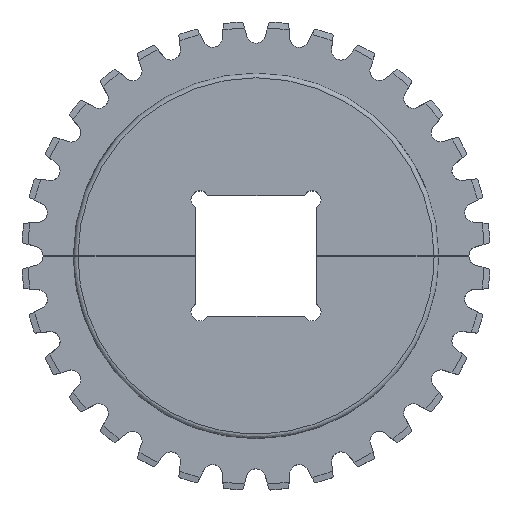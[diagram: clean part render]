
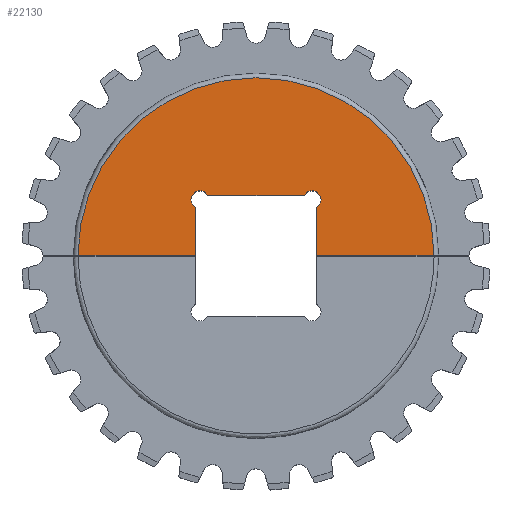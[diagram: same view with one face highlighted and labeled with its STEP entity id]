
A CAD part, top view. The second image highlights one B-rep face of the part: STEP entity #22130.
In plain terms, the highlighted planar face has unit normal (0, 0, 1).
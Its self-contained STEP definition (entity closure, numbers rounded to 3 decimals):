
#989 = EDGE_CURVE ( 'NONE', #14198, #13235, #6679, .T. ) ;
#1115 = DIRECTION ( 'NONE',  ( 1., 0., 0. ) ) ;
#1162 = VERTEX_POINT ( 'NONE', #18358 ) ;
#1273 = CARTESIAN_POINT ( 'NONE',  ( 0., 0., 25.4 ) ) ;
#1935 = DIRECTION ( 'NONE',  ( -1., 0., 0. ) ) ;
#2404 = DIRECTION ( 'NONE',  ( 0., 1., 0. ) ) ;
#2502 = CARTESIAN_POINT ( 'NONE',  ( -20., 20., 25.4 ) ) ;
#2946 = CARTESIAN_POINT ( 'NONE',  ( -20., 0.125, 25.4 ) ) ;
#3101 = ORIENTED_EDGE ( 'NONE', *, *, #989, .F. ) ;
#3190 = CARTESIAN_POINT ( 'NONE',  ( 58.805, 0.125, 25.4 ) ) ;
#3255 = DIRECTION ( 'NONE',  ( -1., 0., 0. ) ) ;
#3437 = CARTESIAN_POINT ( 'NONE',  ( -20., -20., 25.4 ) ) ;
#3942 = ORIENTED_EDGE ( 'NONE', *, *, #25592, .T. ) ;
#4106 = CARTESIAN_POINT ( 'NONE',  ( 18.5, 18.5, 25.4 ) ) ;
#4176 = VERTEX_POINT ( 'NONE', #3190 ) ;
#4250 = CIRCLE ( 'NONE', #13864, 3. ) ;
#4366 = AXIS2_PLACEMENT_3D ( 'NONE', #20802, #4940, #22819 ) ;
#4458 = CARTESIAN_POINT ( 'NONE',  ( -58.805, 0.125, 25.4 ) ) ;
#4675 = DIRECTION ( 'NONE',  ( -1., 0., 0. ) ) ;
#4940 = DIRECTION ( 'NONE',  ( 0., 0., 1. ) ) ;
#5180 = CARTESIAN_POINT ( 'NONE',  ( 20., 0.125, 25.4 ) ) ;
#5427 = DIRECTION ( 'NONE',  ( -1., 0., 0. ) ) ;
#5501 = CIRCLE ( 'NONE', #17681, 58.805 ) ;
#5795 = VECTOR ( 'NONE', #4675, 1000. ) ;
#6272 = VERTEX_POINT ( 'NONE', #25563 ) ;
#6638 = ORIENTED_EDGE ( 'NONE', *, *, #23649, .F. ) ;
#6679 = CIRCLE ( 'NONE', #23842, 3. ) ;
#6699 = ORIENTED_EDGE ( 'NONE', *, *, #23937, .T. ) ;
#6983 = DIRECTION ( 'NONE',  ( 0., 0., 1. ) ) ;
#7406 = LINE ( 'NONE', #22949, #13647 ) ;
#7655 = LINE ( 'NONE', #2502, #5795 ) ;
#7720 = VERTEX_POINT ( 'NONE', #20972 ) ;
#7994 = CARTESIAN_POINT ( 'NONE',  ( 15.902, 20., 25.4 ) ) ;
#8052 = ORIENTED_EDGE ( 'NONE', *, *, #25047, .F. ) ;
#9323 = CARTESIAN_POINT ( 'NONE',  ( 60.325, 0.125, 25.4 ) ) ;
#9785 = DIRECTION ( 'NONE',  ( 0., 0., 1. ) ) ;
#9787 = EDGE_CURVE ( 'NONE', #13235, #1162, #7655, .T. ) ;
#9965 = ORIENTED_EDGE ( 'NONE', *, *, #15928, .F. ) ;
#10173 = DIRECTION ( 'NONE',  ( 0., 0., 1. ) ) ;
#11438 = DIRECTION ( 'NONE',  ( 0., 0., -1. ) ) ;
#11517 = DIRECTION ( 'NONE',  ( 0., -1., 0. ) ) ;
#11606 = VERTEX_POINT ( 'NONE', #5180 ) ;
#12237 = ORIENTED_EDGE ( 'NONE', *, *, #20890, .T. ) ;
#12328 = ORIENTED_EDGE ( 'NONE', *, *, #22232, .F. ) ;
#13235 = VERTEX_POINT ( 'NONE', #7994 ) ;
#13647 = VECTOR ( 'NONE', #19024, 1000. ) ;
#13864 = AXIS2_PLACEMENT_3D ( 'NONE', #4106, #10173, #1935 ) ;
#14198 = VERTEX_POINT ( 'NONE', #24509 ) ;
#14273 = VERTEX_POINT ( 'NONE', #2946 ) ;
#15082 = VERTEX_POINT ( 'NONE', #4458 ) ;
#15637 = CARTESIAN_POINT ( 'NONE',  ( 0., 0., 25.4 ) ) ;
#15928 = EDGE_CURVE ( 'NONE', #1162, #7720, #21220, .T. ) ;
#16041 = VECTOR ( 'NONE', #1115, 1000. ) ;
#16707 = EDGE_LOOP ( 'NONE', ( #3942, #12328, #9965, #24448, #3101, #8052, #6638, #12237, #6699 ) ) ;
#17681 = AXIS2_PLACEMENT_3D ( 'NONE', #1273, #6983, #3255 ) ;
#18012 = LINE ( 'NONE', #18427, #20197 ) ;
#18060 = VECTOR ( 'NONE', #11517, 1000. ) ;
#18358 = CARTESIAN_POINT ( 'NONE',  ( -15.902, 20., 25.4 ) ) ;
#18398 = FACE_OUTER_BOUND ( 'NONE', #16707, .T. ) ;
#18427 = CARTESIAN_POINT ( 'NONE',  ( 20., -20., 25.4 ) ) ;
#18703 = LINE ( 'NONE', #3437, #18060 ) ;
#18845 = AXIS2_PLACEMENT_3D ( 'NONE', #15637, #11438, #5427 ) ;
#19024 = DIRECTION ( 'NONE',  ( 1., 0., 0. ) ) ;
#19801 = LINE ( 'NONE', #9323, #16041 ) ;
#20197 = VECTOR ( 'NONE', #2404, 1000. ) ;
#20802 = CARTESIAN_POINT ( 'NONE',  ( -18.5, 18.5, 25.4 ) ) ;
#20890 = EDGE_CURVE ( 'NONE', #11606, #4176, #7406, .T. ) ;
#20964 = PLANE ( 'NONE',  #18845 ) ;
#20972 = CARTESIAN_POINT ( 'NONE',  ( -20., 15.902, 25.4 ) ) ;
#21220 = CIRCLE ( 'NONE', #4366, 3. ) ;
#21681 = CARTESIAN_POINT ( 'NONE',  ( 18.5, 18.5, 25.4 ) ) ;
#22130 = ADVANCED_FACE ( 'NONE', ( #18398 ), #20964, .F. ) ;
#22232 = EDGE_CURVE ( 'NONE', #7720, #14273, #18703, .T. ) ;
#22819 = DIRECTION ( 'NONE',  ( 1., 0., 0. ) ) ;
#22949 = CARTESIAN_POINT ( 'NONE',  ( 60.325, 0.125, 25.4 ) ) ;
#23649 = EDGE_CURVE ( 'NONE', #11606, #6272, #18012, .T. ) ;
#23842 = AXIS2_PLACEMENT_3D ( 'NONE', #21681, #9785, #25698 ) ;
#23937 = EDGE_CURVE ( 'NONE', #4176, #15082, #5501, .T. ) ;
#24448 = ORIENTED_EDGE ( 'NONE', *, *, #9787, .F. ) ;
#24509 = CARTESIAN_POINT ( 'NONE',  ( 21.5, 18.5, 25.4 ) ) ;
#25047 = EDGE_CURVE ( 'NONE', #6272, #14198, #4250, .T. ) ;
#25563 = CARTESIAN_POINT ( 'NONE',  ( 20., 15.902, 25.4 ) ) ;
#25592 = EDGE_CURVE ( 'NONE', #15082, #14273, #19801, .T. ) ;
#25698 = DIRECTION ( 'NONE',  ( -1., 0., 0. ) ) ;
